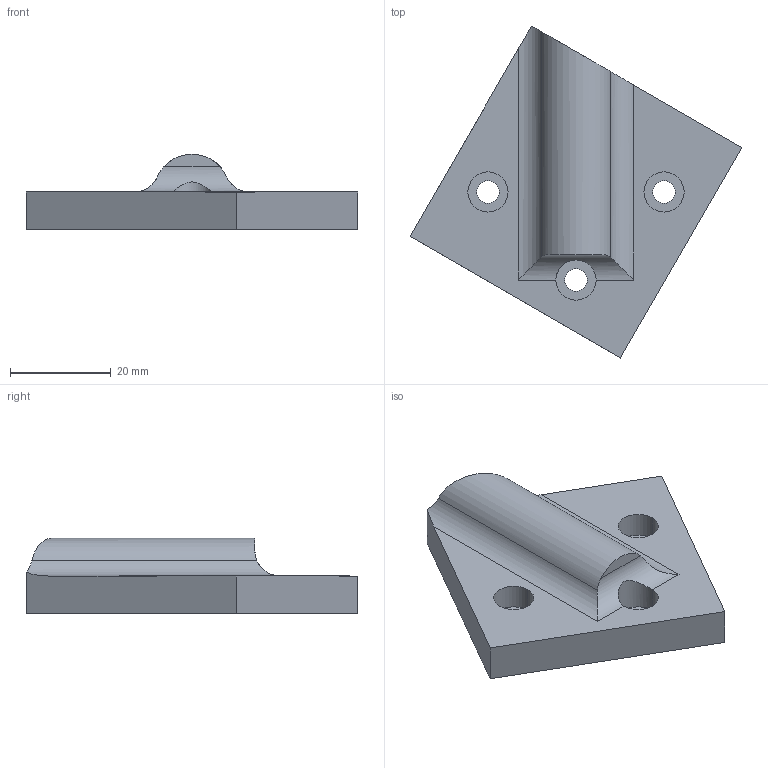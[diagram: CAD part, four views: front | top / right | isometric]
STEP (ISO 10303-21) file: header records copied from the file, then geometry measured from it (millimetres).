
FILE_DESCRIPTION (( 'STEP AP203' ), '1' );
FILE_NAME ('Rod Mounting Bracket.STEP', '2012-10-03T17:42:01', ( '' ), ( '' ), 'SwSTEP 2.0', 'SolidWorks 2012', '' );
FILE_SCHEMA (( 'CONFIG_CONTROL_DESIGN' ));
Length unit declared in the file: millimetre
Products named in the file (1): Rod Mounting Bracket
Bounding box: 65.98 x 65.98 x 15 mm (x, y, z)
Volume: 18526.8 mm3; surface area: 7900.5 mm2
Topology: 1 solids, 1 shells, 38 faces, 97 edges, 64 vertices
Faces by surface type: cylinder 20, plane 18
Entity records: 1335 total; most frequent: CARTESIAN_POINT 327, ORIENTED_EDGE 194, DIRECTION 188, EDGE_CURVE 97, AXIS2_PLACEMENT_3D 67, VERTEX_POINT 64, LINE 54, VECTOR 54
